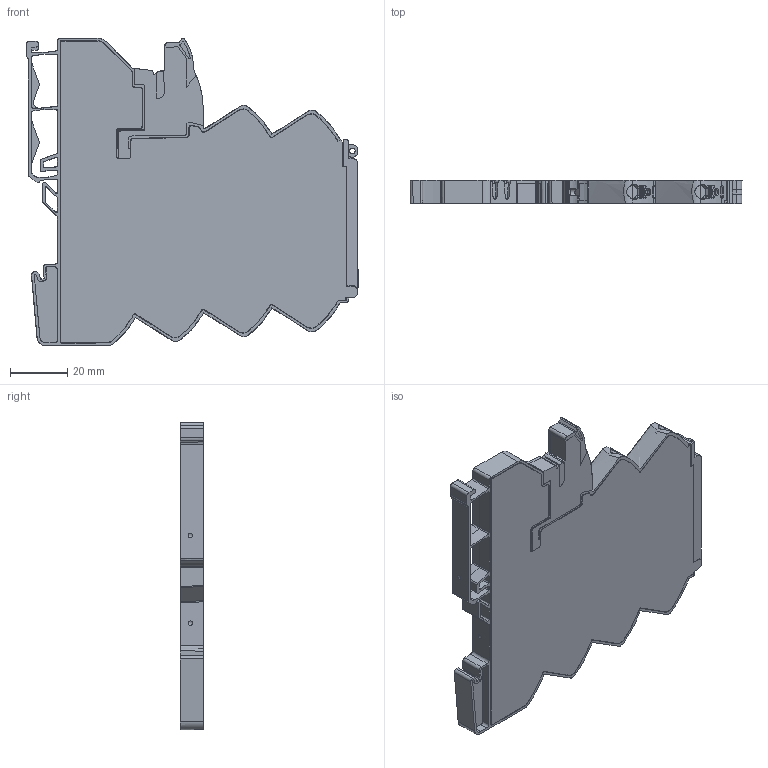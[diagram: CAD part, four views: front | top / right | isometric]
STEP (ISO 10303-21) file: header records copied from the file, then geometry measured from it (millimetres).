
FILE_DESCRIPTION (( 'STEP AP214' ), '1' );
FILE_NAME ('GECP-1CH-4A.STEP', '2023-08-29T09:37:21', ( '' ), ( '' ), 'SwSTEP 2.0', 'SolidWorks 2021', '' );
FILE_SCHEMA (( 'AUTOMOTIVE_DESIGN' ));
Length unit declared in the file: inch
Products named in the file (1): GECP-1CH-4A
Bounding box: 116 x 8.11 x 107.42 mm (x, y, z)
Volume: 71135.5 mm3; surface area: 30144.4 mm2
Topology: 1 solids, 1 shells, 1109 faces, 3217 edges, 2113 vertices
Faces by surface type: plane 549, cylinder 405, bspline 105, cone 48, torus 2
Full cylindrical faces by diameter (mm): 1.974 x1, 2.1 x6, 2.2 x1
Entity records: 52308 total; most frequent: CARTESIAN_POINT 24758, ORIENTED_EDGE 6408, DIRECTION 4788, EDGE_CURVE 3204, VERTEX_POINT 2111, LINE 1848, VECTOR 1848, AXIS2_PLACEMENT_3D 1470
